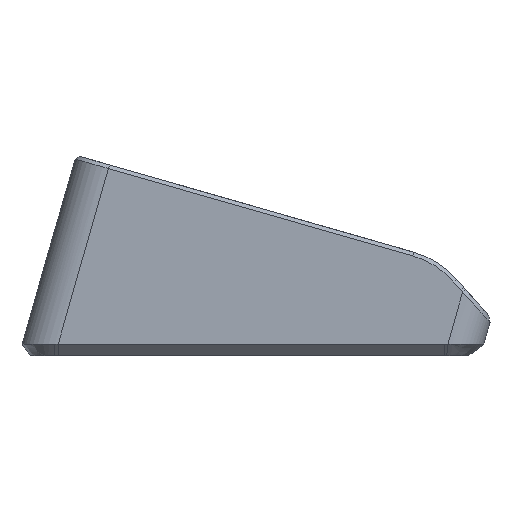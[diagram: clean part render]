
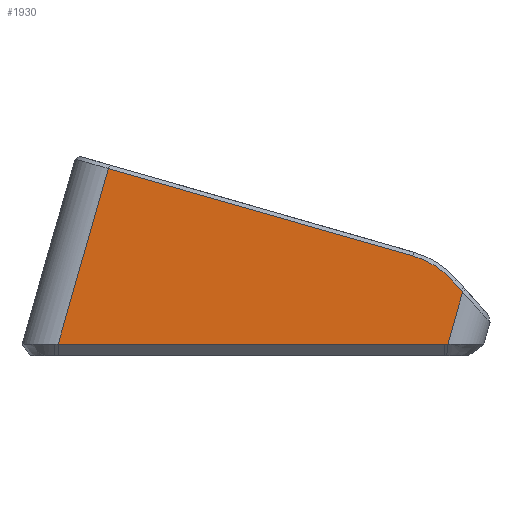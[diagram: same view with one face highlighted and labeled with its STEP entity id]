
A CAD part, left-side view. The second image highlights one B-rep face of the part: STEP entity #1930.
In plain terms, the highlighted planar face has unit normal (-1, 0, 0).
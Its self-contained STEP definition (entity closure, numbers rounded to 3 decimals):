
#19=B_SPLINE_CURVE_WITH_KNOTS('',3,(#3144,#3145,#3146,#3147),
 .UNSPECIFIED.,.F.,.F.,(4,4),(-1.571,-1.511),
 .UNSPECIFIED.);
#35=B_SPLINE_CURVE_WITH_KNOTS('',3,(#3435,#3436,#3437,#3438),
 .UNSPECIFIED.,.F.,.F.,(4,4),(1.479,1.571),
 .UNSPECIFIED.);
#131=PLANE('',#2093);
#242=FACE_OUTER_BOUND('',#360,.T.);
#360=EDGE_LOOP('',(#1776,#1777,#1778,#1779,#1780,#1781,#1782,#1783));
#494=LINE('',#2990,#682);
#498=LINE('',#3002,#686);
#521=LINE('',#3198,#709);
#539=LINE('',#3414,#727);
#542=LINE('',#3468,#730);
#682=VECTOR('',#2477,10.);
#686=VECTOR('',#2489,10.);
#709=VECTOR('',#2542,10.);
#727=VECTOR('',#2568,10.);
#730=VECTOR('',#2577,10.);
#795=CIRCLE('',#2060,22.5);
#924=VERTEX_POINT('',#2986);
#925=VERTEX_POINT('',#2988);
#926=VERTEX_POINT('',#2992);
#928=VERTEX_POINT('',#2998);
#939=VERTEX_POINT('',#3060);
#951=VERTEX_POINT('',#3197);
#966=VERTEX_POINT('',#3407);
#969=VERTEX_POINT('',#3412);
#1158=EDGE_CURVE('',#925,#924,#494,.T.);
#1161=EDGE_CURVE('',#924,#926,#795,.T.);
#1164=EDGE_CURVE('',#926,#928,#498,.T.);
#1190=EDGE_CURVE('',#928,#939,#19,.T.);
#1201=EDGE_CURVE('',#939,#951,#521,.T.);
#1229=EDGE_CURVE('',#969,#966,#539,.T.);
#1231=EDGE_CURVE('',#951,#969,#35,.T.);
#1236=EDGE_CURVE('',#925,#966,#542,.T.);
#1776=ORIENTED_EDGE('',*,*,#1158,.F.);
#1777=ORIENTED_EDGE('',*,*,#1236,.T.);
#1778=ORIENTED_EDGE('',*,*,#1229,.F.);
#1779=ORIENTED_EDGE('',*,*,#1231,.F.);
#1780=ORIENTED_EDGE('',*,*,#1201,.F.);
#1781=ORIENTED_EDGE('',*,*,#1190,.F.);
#1782=ORIENTED_EDGE('',*,*,#1164,.F.);
#1783=ORIENTED_EDGE('',*,*,#1161,.F.);
#1930=ADVANCED_FACE('',(#242),#131,.T.);
#2060=AXIS2_PLACEMENT_3D('',#2996,#2483,#2484);
#2093=AXIS2_PLACEMENT_3D('',#3485,#2603,#2604);
#2477=DIRECTION('',(0.,-0.961,-0.276));
#2483=DIRECTION('center_axis',(1.,0.,0.));
#2484=DIRECTION('ref_axis',(0.,-0.536,0.844));
#2489=DIRECTION('',(0.,-0.659,-0.752));
#2542=DIRECTION('',(0.,0.276,-0.961));
#2568=DIRECTION('',(0.,1.,0.));
#2577=DIRECTION('',(0.,0.276,-0.961));
#2603=DIRECTION('center_axis',(-1.,0.,0.));
#2604=DIRECTION('ref_axis',(0.,-0.961,-0.276));
#2986=CARTESIAN_POINT('',(-7.5,-90.361,25.092));
#2988=CARTESIAN_POINT('',(-7.5,-11.266,47.773));
#2990=CARTESIAN_POINT('',(-7.5,-26.213,43.487));
#2992=CARTESIAN_POINT('',(-7.5,-101.089,18.284));
#2996=CARTESIAN_POINT('Origin',(-7.5,-84.159,3.464));
#2998=CARTESIAN_POINT('',(-7.5,-102.927,16.184));
#3002=CARTESIAN_POINT('',(-7.5,-73.108,50.25));
#3060=CARTESIAN_POINT('',(-7.5,-103.352,15.699));
#3144=CARTESIAN_POINT('Ctrl Pts',(-7.5,-102.927,16.184));
#3145=CARTESIAN_POINT('Ctrl Pts',(-7.5,-103.069,16.022));
#3146=CARTESIAN_POINT('Ctrl Pts',(-7.5,-103.21,15.861));
#3147=CARTESIAN_POINT('Ctrl Pts',(-7.5,-103.352,15.699));
#3197=CARTESIAN_POINT('',(-7.5,-99.473,2.173));
#3198=CARTESIAN_POINT('',(-7.5,-99.325,1.654));
#3407=CARTESIAN_POINT('',(-7.5,1.81,2.173));
#3412=CARTESIAN_POINT('',(-7.5,-98.613,2.173));
#3414=CARTESIAN_POINT('',(-7.5,-22.528,2.173));
#3435=CARTESIAN_POINT('Ctrl Pts',(-7.5,-99.473,2.173));
#3436=CARTESIAN_POINT('Ctrl Pts',(-7.5,-99.185,2.173));
#3437=CARTESIAN_POINT('Ctrl Pts',(-7.5,-98.899,2.173));
#3438=CARTESIAN_POINT('Ctrl Pts',(-7.5,-98.613,2.173));
#3468=CARTESIAN_POINT('',(-7.5,-5.736,28.49));
#3485=CARTESIAN_POINT('Origin',(-7.5,2.915,30.971));
